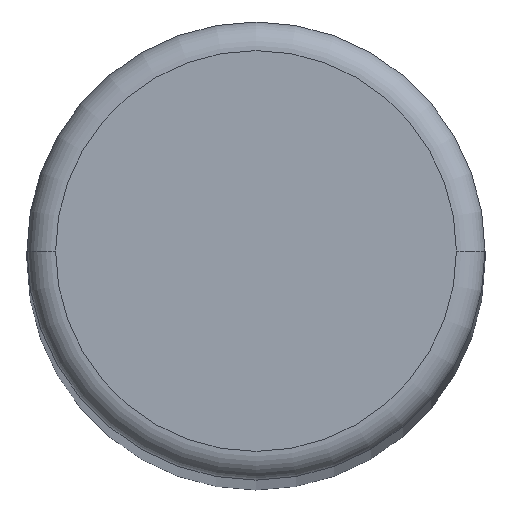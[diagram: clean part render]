
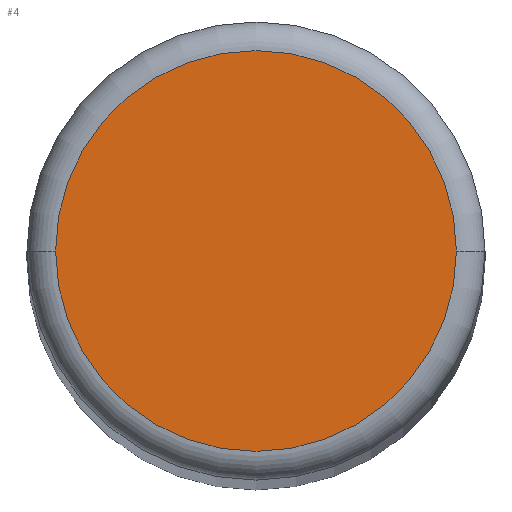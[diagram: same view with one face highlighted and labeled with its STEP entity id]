
A CAD part, top view. The second image highlights one B-rep face of the part: STEP entity #4.
In plain terms, the highlighted planar face has unit normal (0, 0, 1).
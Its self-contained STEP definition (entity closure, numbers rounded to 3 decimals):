
#4 = ADVANCED_FACE ( 'NONE', ( #50 ), #98, .T. ) ;
#9 = DIRECTION ( 'NONE',  ( 0., 0., 1. ) ) ;
#17 = VERTEX_POINT ( 'NONE', #233 ) ;
#25 = CARTESIAN_POINT ( 'NONE',  ( -3.5, 0., 100. ) ) ;
#26 = CARTESIAN_POINT ( 'NONE',  ( 0., 0., 100. ) ) ;
#38 = CARTESIAN_POINT ( 'NONE',  ( 0., 0., 100. ) ) ;
#41 = AXIS2_PLACEMENT_3D ( 'NONE', #38, #9, #62 ) ;
#48 = AXIS2_PLACEMENT_3D ( 'NONE', #26, #163, #236 ) ;
#50 = FACE_OUTER_BOUND ( 'NONE', #198, .T. ) ;
#62 = DIRECTION ( 'NONE',  ( 1., 0., 0. ) ) ;
#67 = VERTEX_POINT ( 'NONE', #25 ) ;
#70 = EDGE_CURVE ( 'NONE', #67, #17, #221, .T. ) ;
#96 = CARTESIAN_POINT ( 'NONE',  ( 0., 0., 100. ) ) ;
#98 = PLANE ( 'NONE',  #48 ) ;
#115 = DIRECTION ( 'NONE',  ( 1., 0., 0. ) ) ;
#128 = ORIENTED_EDGE ( 'NONE', *, *, #70, .T. ) ;
#134 = AXIS2_PLACEMENT_3D ( 'NONE', #96, #196, #115 ) ;
#140 = EDGE_CURVE ( 'NONE', #17, #67, #173, .T. ) ;
#163 = DIRECTION ( 'NONE',  ( 0., 0., 1. ) ) ;
#173 = CIRCLE ( 'NONE', #41, 3.5 ) ;
#196 = DIRECTION ( 'NONE',  ( 0., 0., 1. ) ) ;
#198 = EDGE_LOOP ( 'NONE', ( #210, #128 ) ) ;
#210 = ORIENTED_EDGE ( 'NONE', *, *, #140, .T. ) ;
#221 = CIRCLE ( 'NONE', #134, 3.5 ) ;
#233 = CARTESIAN_POINT ( 'NONE',  ( 3.5, 0., 100. ) ) ;
#236 = DIRECTION ( 'NONE',  ( 1., 0., 0. ) ) ;
